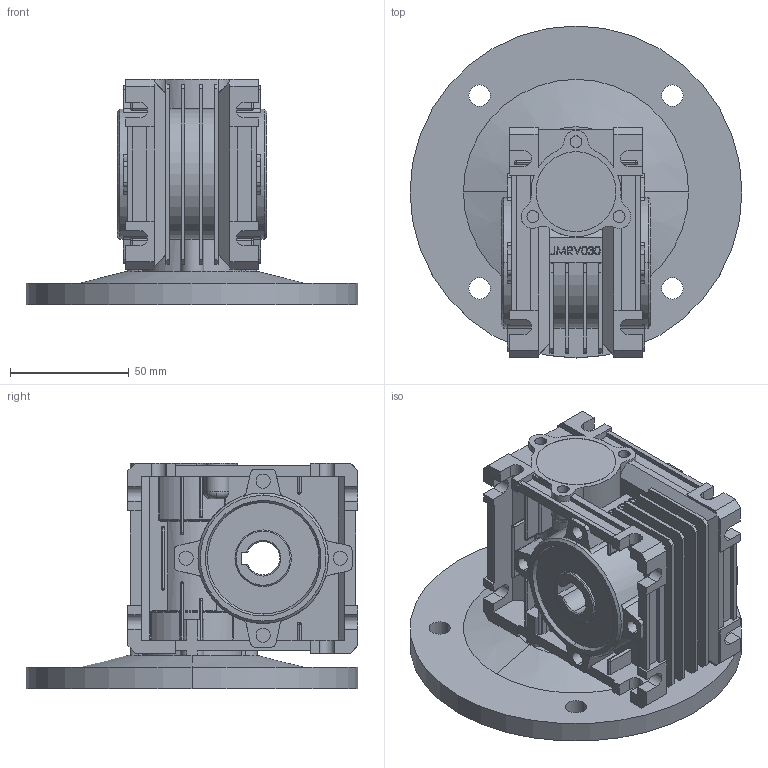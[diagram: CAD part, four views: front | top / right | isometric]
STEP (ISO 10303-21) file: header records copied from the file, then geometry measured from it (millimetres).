
FILE_DESCRIPTION (( 'STEP AP203' ), '1' );
FILE_NAME ('JMRV030-63B5.STEP', '2021-03-17T02:06:25', ( 'tao' ), ( '' ), 'SwSTEP 2.0', 'SolidWorks 2021', '' );
FILE_SCHEMA (( 'CONFIG_CONTROL_DESIGN' ));
Length unit declared in the file: millimetre
Products named in the file (1): JMRV030-63B5
Bounding box: 140 x 140 x 95 mm (x, y, z)
Volume: 377561 mm3; surface area: 112700.7 mm2
Topology: 1 solids, 3 shells, 933 faces, 2526 edges, 1587 vertices
Faces by surface type: plane 482, cylinder 294, sphere 48, bspline 47, cone 31, torus 31
Entity records: 32435 total; most frequent: CARTESIAN_POINT 9199, ORIENTED_EDGE 4956, DIRECTION 4713, EDGE_CURVE 2478, VERTEX_POINT 1587, AXIS2_PLACEMENT_3D 1577, VECTOR 1559, LINE 1559
